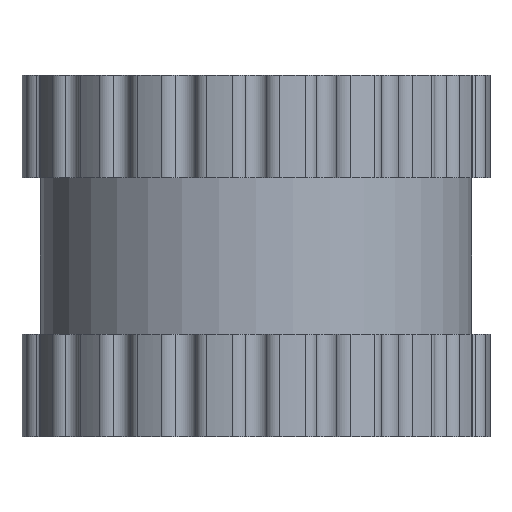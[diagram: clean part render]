
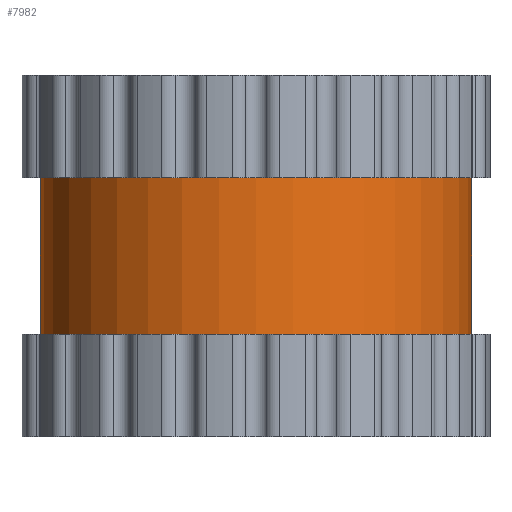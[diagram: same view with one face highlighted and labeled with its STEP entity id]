
A CAD part, front view. The second image highlights one B-rep face of the part: STEP entity #7982.
In plain terms, the highlighted cylindrical face has radius 2.388 mm (diameter 4.775 mm), a full revolution.
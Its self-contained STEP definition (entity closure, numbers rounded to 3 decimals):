
#1548=ORIENTED_EDGE('',*,*,#3232,.T.);
#1549=ORIENTED_EDGE('',*,*,#3190,.F.);
#3190=EDGE_CURVE('',#4030,#4030,#4500,.T.);
#3232=EDGE_CURVE('',#4033,#4033,#4542,.T.);
#4030=VERTEX_POINT('',#11870);
#4033=VERTEX_POINT('',#11916);
#4500=CIRCLE('',#8544,2.388);
#4542=CIRCLE('',#8587,2.388);
#4710=EDGE_LOOP('',(#1548));
#4711=EDGE_LOOP('',(#1549));
#5072=FACE_BOUND('',#4710,.T.);
#5073=FACE_BOUND('',#4711,.T.);
#5428=CYLINDRICAL_SURFACE('',#8586,2.388);
#7982=ADVANCED_FACE('',(#5072,#5073),#5428,.T.);
#8544=AXIS2_PLACEMENT_3D('',#11869,#9604,#9605);
#8586=AXIS2_PLACEMENT_3D('',#11914,#9688,#9689);
#8587=AXIS2_PLACEMENT_3D('',#11915,#9690,#9691);
#9604=DIRECTION('',(0.,0.,1.));
#9605=DIRECTION('',(1.,0.,0.));
#9688=DIRECTION('',(0.,0.,1.));
#9689=DIRECTION('',(1.,0.,0.));
#9690=DIRECTION('',(0.,0.,1.));
#9691=DIRECTION('',(1.,0.,0.));
#11869=CARTESIAN_POINT('',(0.,0.,2.864));
#11870=CARTESIAN_POINT('',(2.388,0.,2.864));
#11914=CARTESIAN_POINT('',(0.,0.,0.));
#11915=CARTESIAN_POINT('',(0.,0.,1.136));
#11916=CARTESIAN_POINT('',(2.388,0.,1.136));
